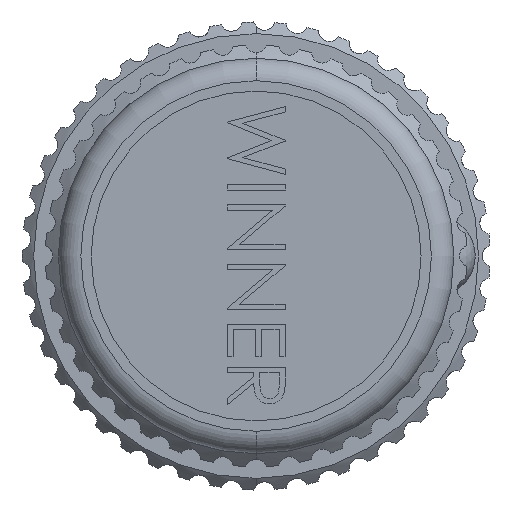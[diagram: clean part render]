
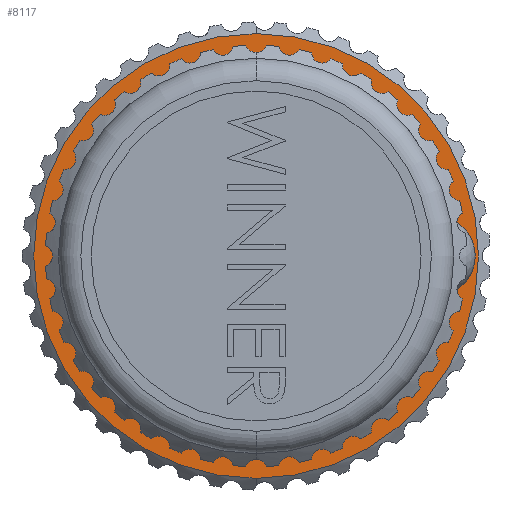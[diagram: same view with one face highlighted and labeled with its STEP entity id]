
A CAD part, left-side view. The second image highlights one B-rep face of the part: STEP entity #8117.
In plain terms, the highlighted planar face has unit normal (-1, 0, 0).
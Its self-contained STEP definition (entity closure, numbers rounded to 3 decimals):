
#1035 = AXIS2_PLACEMENT_3D ( 'NONE', #8386, #13892, #20702 ) ;
#1046 = FACE_OUTER_BOUND ( 'NONE', #18609, .T. ) ;
#1083 = DIRECTION ( 'NONE',  ( 0., 0., -1. ) ) ;
#1420 = VERTEX_POINT ( 'NONE', #14142 ) ;
#1964 = CIRCLE ( 'NONE', #23191, 9.641 ) ;
#2200 = CARTESIAN_POINT ( 'NONE',  ( -14.1, 0., -15.3 ) ) ;
#2222 = ORIENTED_EDGE ( 'NONE', *, *, #22399, .T. ) ;
#2731 = PLANE ( 'NONE',  #22023 ) ;
#3662 = CARTESIAN_POINT ( 'NONE',  ( -14.1, 0., 0. ) ) ;
#4385 = VERTEX_POINT ( 'NONE', #22770 ) ;
#4533 = CARTESIAN_POINT ( 'NONE',  ( -14.1, 0., 0. ) ) ;
#8117 = ADVANCED_FACE ( 'NONE', ( #8453, #1046 ), #2731, .T. ) ;
#8257 = EDGE_CURVE ( 'NONE', #4385, #1420, #1964, .T. ) ;
#8386 = CARTESIAN_POINT ( 'NONE',  ( -14.1, 0., 0. ) ) ;
#8453 = FACE_BOUND ( 'NONE', #14795, .T. ) ;
#8543 = CIRCLE ( 'NONE', #11154, 15.3 ) ;
#9424 = DIRECTION ( 'NONE',  ( -1., 0., 0. ) ) ;
#9652 = EDGE_CURVE ( 'NONE', #24937, #9954, #8543, .T. ) ;
#9954 = VERTEX_POINT ( 'NONE', #2200 ) ;
#11046 = EDGE_CURVE ( 'NONE', #1420, #4385, #14499, .T. ) ;
#11154 = AXIS2_PLACEMENT_3D ( 'NONE', #22654, #9424, #1083 ) ;
#11829 = AXIS2_PLACEMENT_3D ( 'NONE', #3662, #23267, #13402 ) ;
#13202 = DIRECTION ( 'NONE',  ( -1., 0., 0. ) ) ;
#13402 = DIRECTION ( 'NONE',  ( 0., -1., 0. ) ) ;
#13892 = DIRECTION ( 'NONE',  ( -1., 0., 0. ) ) ;
#13910 = DIRECTION ( 'NONE',  ( 0., -1., 0. ) ) ;
#14142 = CARTESIAN_POINT ( 'NONE',  ( -14.1, -9.641, 0. ) ) ;
#14499 = CIRCLE ( 'NONE', #11829, 9.641 ) ;
#14795 = EDGE_LOOP ( 'NONE', ( #22806, #20593 ) ) ;
#18609 = EDGE_LOOP ( 'NONE', ( #25518, #2222 ) ) ;
#18646 = DIRECTION ( 'NONE',  ( -1., 0., 0. ) ) ;
#19783 = CARTESIAN_POINT ( 'NONE',  ( -14.1, 0., 0. ) ) ;
#20150 = CARTESIAN_POINT ( 'NONE',  ( -14.1, 0., 15.3 ) ) ;
#20593 = ORIENTED_EDGE ( 'NONE', *, *, #11046, .F. ) ;
#20702 = DIRECTION ( 'NONE',  ( 0., 0., -1. ) ) ;
#22023 = AXIS2_PLACEMENT_3D ( 'NONE', #4533, #18646, #22394 ) ;
#22394 = DIRECTION ( 'NONE',  ( 0., 0., -1. ) ) ;
#22399 = EDGE_CURVE ( 'NONE', #9954, #24937, #23251, .T. ) ;
#22654 = CARTESIAN_POINT ( 'NONE',  ( -14.1, 0., 0. ) ) ;
#22770 = CARTESIAN_POINT ( 'NONE',  ( -14.1, 9.641, 0. ) ) ;
#22806 = ORIENTED_EDGE ( 'NONE', *, *, #8257, .F. ) ;
#23191 = AXIS2_PLACEMENT_3D ( 'NONE', #19783, #13202, #13910 ) ;
#23251 = CIRCLE ( 'NONE', #1035, 15.3 ) ;
#23267 = DIRECTION ( 'NONE',  ( -1., 0., 0. ) ) ;
#24937 = VERTEX_POINT ( 'NONE', #20150 ) ;
#25518 = ORIENTED_EDGE ( 'NONE', *, *, #9652, .T. ) ;
